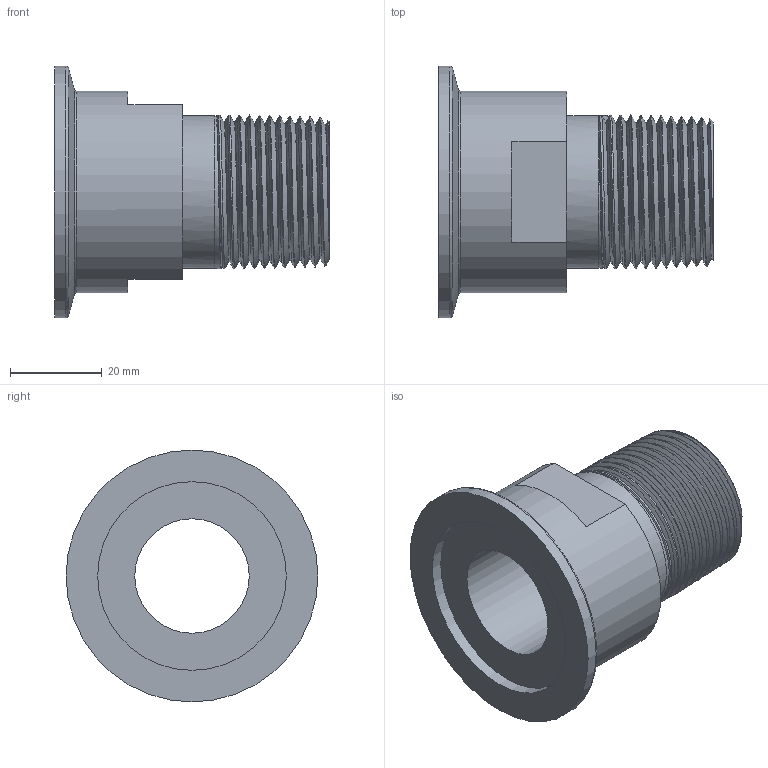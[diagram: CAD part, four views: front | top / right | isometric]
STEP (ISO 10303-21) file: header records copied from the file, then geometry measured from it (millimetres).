
FILE_DESCRIPTION (( 'STEP AP214' ), '1' );
FILE_NAME ('1KF40NM1FULLVAC.STEP', '2025-04-17T09:47:54', ( '' ), ( '' ), 'SwSTEP 2.0', 'SolidWorks 2017', '' );
FILE_SCHEMA (( 'AUTOMOTIVE_DESIGN' ));
Length unit declared in the file: millimetre
Products named in the file (1): 1KF40NM1FULLVAC
Bounding box: 60 x 55 x 55 mm (x, y, z)
Volume: 38798.3 mm3; surface area: 17592.5 mm2
Topology: 1 solids, 1 shells, 30 faces, 189 edges, 163 vertices
Faces by surface type: plane 11, bspline 8, cylinder 5, cone 4, torus 2
Full cylindrical faces by diameter (mm): 25 x1, 33.401 x1, 41.2 x1, 44 x1, 55 x1
Entity records: 13602 total; most frequent: CARTESIAN_POINT 12400, ORIENTED_EDGE 352, EDGE_CURVE 176, VERTEX_POINT 158, B_SPLINE_CURVE_WITH_KNOTS 139, DIRECTION 98, EDGE_LOOP 42, AXIS2_PLACEMENT_3D 38
